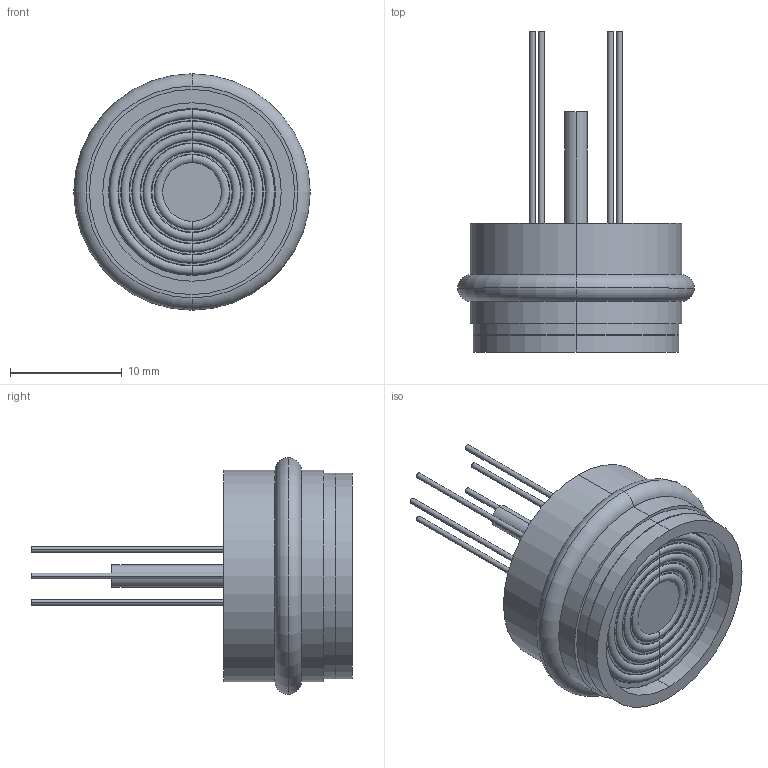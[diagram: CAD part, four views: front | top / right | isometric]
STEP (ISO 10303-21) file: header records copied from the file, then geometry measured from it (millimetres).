
FILE_DESCRIPTION (( 'STEP AP214' ), '1' );
FILE_NAME ('PS781-14S0L1_3D.step', '2025-05-30T22:41:45', ( '' ), ( '' ), 'SwSTEP 2.0', 'SolidWorks 2022', '' );
FILE_SCHEMA (( 'AUTOMOTIVE_DESIGN' ));
Length unit declared in the file: millimetre
Products named in the file (1): PS781-14S0L1_3D
Bounding box: 21.2 x 28.75 x 21.2 mm (x, y, z)
Surface area: 2910.1 mm2 (no closed solid volume)
Topology: 0 solids, 18 shells, 123 faces, 290 edges, 196 vertices
Faces by surface type: cylinder 56, plane 35, torus 32
Entity records: 4929 total; most frequent: DIRECTION 754, CARTESIAN_POINT 610, ORIENTED_EDGE 506, AXIS2_PLACEMENT_3D 340, EDGE_CURVE 290, CIRCLE 216, VERTEX_POINT 196, EDGE_LOOP 157
